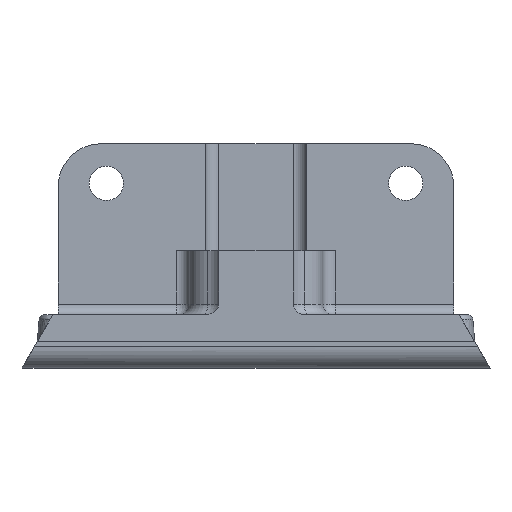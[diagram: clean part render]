
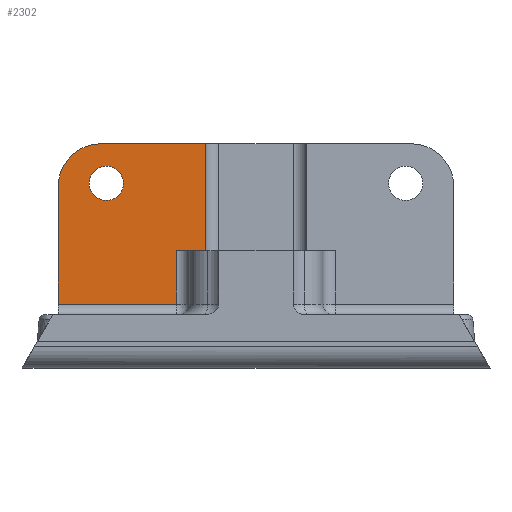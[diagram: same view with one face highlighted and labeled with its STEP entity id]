
A CAD part, front view. The second image highlights one B-rep face of the part: STEP entity #2302.
In plain terms, the highlighted planar face has unit normal (0, -1, 0).
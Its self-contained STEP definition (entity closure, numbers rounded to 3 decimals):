
#6 = DIRECTION ( 'NONE',  ( 0., 0., -1. ) ) ;
#37 = ORIENTED_EDGE ( 'NONE', *, *, #2630, .F. ) ;
#76 = EDGE_LOOP ( 'NONE', ( #140, #833 ) ) ;
#108 = LINE ( 'NONE', #757, #1730 ) ;
#140 = ORIENTED_EDGE ( 'NONE', *, *, #2105, .F. ) ;
#162 = VECTOR ( 'NONE', #1722, 1000. ) ;
#164 = CARTESIAN_POINT ( 'NONE',  ( -14.5, -11.7, -86.55 ) ) ;
#250 = CARTESIAN_POINT ( 'NONE',  ( -18.5, -11.7, -101.55 ) ) ;
#447 = DIRECTION ( 'NONE',  ( 0., 0., 1. ) ) ;
#476 = ORIENTED_EDGE ( 'NONE', *, *, #2788, .T. ) ;
#508 = DIRECTION ( 'NONE',  ( 0., 0., -1. ) ) ;
#541 = LINE ( 'NONE', #4119, #1102 ) ;
#554 = VECTOR ( 'NONE', #2403, 1000. ) ;
#565 = CARTESIAN_POINT ( 'NONE',  ( -7.434, -11.7, -96.55 ) ) ;
#656 = CARTESIAN_POINT ( 'NONE',  ( -18.5, -11.7, -90.55 ) ) ;
#690 = CARTESIAN_POINT ( 'NONE',  ( -4.75, -11.7, -73.087 ) ) ;
#721 = CARTESIAN_POINT ( 'NONE',  ( -14., -11.7, -90.25 ) ) ;
#757 = CARTESIAN_POINT ( 'NONE',  ( -18.5, -11.7, -107.552 ) ) ;
#815 = CARTESIAN_POINT ( 'NONE',  ( -14.5, -11.7, -90.55 ) ) ;
#833 = ORIENTED_EDGE ( 'NONE', *, *, #3008, .F. ) ;
#852 = ORIENTED_EDGE ( 'NONE', *, *, #3598, .F. ) ;
#884 = VERTEX_POINT ( 'NONE', #1114 ) ;
#1008 = VERTEX_POINT ( 'NONE', #164 ) ;
#1059 = EDGE_CURVE ( 'NONE', #2994, #3212, #1281, .T. ) ;
#1098 = VECTOR ( 'NONE', #2461, 1000. ) ;
#1102 = VECTOR ( 'NONE', #1848, 1000. ) ;
#1103 = CARTESIAN_POINT ( 'NONE',  ( -14., -11.7, -88.65 ) ) ;
#1114 = CARTESIAN_POINT ( 'NONE',  ( -4.75, -11.7, -96.55 ) ) ;
#1164 = VERTEX_POINT ( 'NONE', #250 ) ;
#1202 = LINE ( 'NONE', #2830, #554 ) ;
#1281 = LINE ( 'NONE', #565, #2736 ) ;
#1337 = FACE_OUTER_BOUND ( 'NONE', #3435, .T. ) ;
#1415 = ORIENTED_EDGE ( 'NONE', *, *, #1059, .T. ) ;
#1623 = AXIS2_PLACEMENT_3D ( 'NONE', #2584, #3548, #6 ) ;
#1670 = FACE_BOUND ( 'NONE', #76, .T. ) ;
#1722 = DIRECTION ( 'NONE',  ( 0., 0., -1. ) ) ;
#1730 = VECTOR ( 'NONE', #447, 1000. ) ;
#1731 = AXIS2_PLACEMENT_3D ( 'NONE', #721, #3358, #3970 ) ;
#1744 = CARTESIAN_POINT ( 'NONE',  ( -4.75, -11.7, -86.55 ) ) ;
#1761 = VERTEX_POINT ( 'NONE', #1744 ) ;
#1812 = CARTESIAN_POINT ( 'NONE',  ( 0., -11.7, -86.55 ) ) ;
#1848 = DIRECTION ( 'NONE',  ( 1., 0., 0. ) ) ;
#1971 = EDGE_CURVE ( 'NONE', #1008, #1761, #2140, .T. ) ;
#2018 = EDGE_CURVE ( 'NONE', #1164, #2994, #1202, .T. ) ;
#2105 = EDGE_CURVE ( 'NONE', #4163, #3331, #3145, .T. ) ;
#2116 = DIRECTION ( 'NONE',  ( 0., -1., 0. ) ) ;
#2140 = LINE ( 'NONE', #1812, #1098 ) ;
#2230 = PLANE ( 'NONE',  #1623 ) ;
#2302 = ADVANCED_FACE ( 'NONE', ( #1670, #1337 ), #2230, .T. ) ;
#2366 = VERTEX_POINT ( 'NONE', #656 ) ;
#2403 = DIRECTION ( 'NONE',  ( 1., 0., 0. ) ) ;
#2461 = DIRECTION ( 'NONE',  ( 1., 0., 0. ) ) ;
#2543 = AXIS2_PLACEMENT_3D ( 'NONE', #815, #2116, #508 ) ;
#2544 = CARTESIAN_POINT ( 'NONE',  ( -14., -11.7, -91.85 ) ) ;
#2545 = CARTESIAN_POINT ( 'NONE',  ( -7.434, -11.7, -96.55 ) ) ;
#2584 = CARTESIAN_POINT ( 'NONE',  ( 0., -11.7, -107.552 ) ) ;
#2630 = EDGE_CURVE ( 'NONE', #1761, #884, #3294, .T. ) ;
#2736 = VECTOR ( 'NONE', #4143, 1000. ) ;
#2741 = AXIS2_PLACEMENT_3D ( 'NONE', #2811, #4110, #2748 ) ;
#2748 = DIRECTION ( 'NONE',  ( 0., 0., -1. ) ) ;
#2788 = EDGE_CURVE ( 'NONE', #1008, #2366, #3904, .T. ) ;
#2789 = CARTESIAN_POINT ( 'NONE',  ( -7.434, -11.7, -101.55 ) ) ;
#2811 = CARTESIAN_POINT ( 'NONE',  ( -14., -11.7, -90.25 ) ) ;
#2830 = CARTESIAN_POINT ( 'NONE',  ( 0., -11.7, -101.55 ) ) ;
#2994 = VERTEX_POINT ( 'NONE', #2789 ) ;
#3003 = ORIENTED_EDGE ( 'NONE', *, *, #2018, .T. ) ;
#3008 = EDGE_CURVE ( 'NONE', #3331, #4163, #3022, .T. ) ;
#3022 = CIRCLE ( 'NONE', #2741, 1.6 ) ;
#3145 = CIRCLE ( 'NONE', #1731, 1.6 ) ;
#3212 = VERTEX_POINT ( 'NONE', #2545 ) ;
#3272 = EDGE_CURVE ( 'NONE', #3212, #884, #541, .T. ) ;
#3294 = LINE ( 'NONE', #690, #162 ) ;
#3331 = VERTEX_POINT ( 'NONE', #1103 ) ;
#3358 = DIRECTION ( 'NONE',  ( 0., -1., 0. ) ) ;
#3435 = EDGE_LOOP ( 'NONE', ( #3795, #476, #852, #3003, #1415, #3849, #37 ) ) ;
#3548 = DIRECTION ( 'NONE',  ( 0., -1., 0. ) ) ;
#3598 = EDGE_CURVE ( 'NONE', #1164, #2366, #108, .T. ) ;
#3795 = ORIENTED_EDGE ( 'NONE', *, *, #1971, .F. ) ;
#3849 = ORIENTED_EDGE ( 'NONE', *, *, #3272, .T. ) ;
#3904 = CIRCLE ( 'NONE', #2543, 4. ) ;
#3970 = DIRECTION ( 'NONE',  ( 0., 0., -1. ) ) ;
#4110 = DIRECTION ( 'NONE',  ( 0., -1., 0. ) ) ;
#4119 = CARTESIAN_POINT ( 'NONE',  ( 0., -11.7, -96.55 ) ) ;
#4143 = DIRECTION ( 'NONE',  ( 0., 0., 1. ) ) ;
#4163 = VERTEX_POINT ( 'NONE', #2544 ) ;
